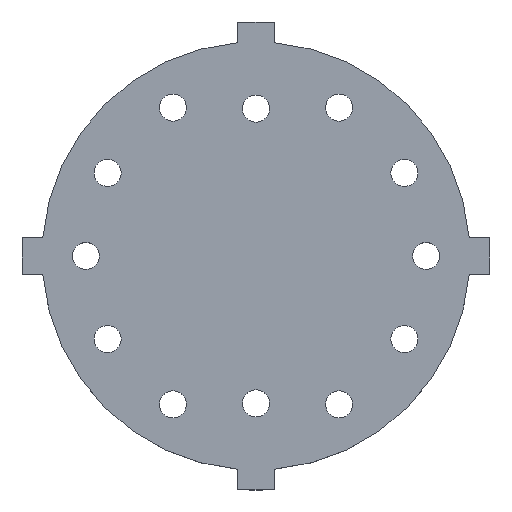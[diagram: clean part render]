
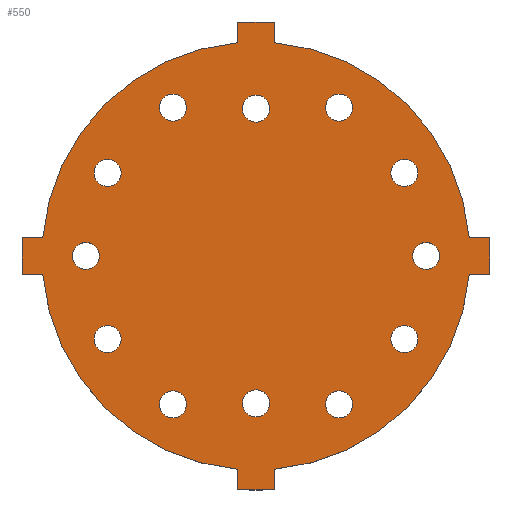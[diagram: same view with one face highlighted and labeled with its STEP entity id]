
A CAD part, top view. The second image highlights one B-rep face of the part: STEP entity #550.
In plain terms, the highlighted planar face has unit normal (0, 0, 1).
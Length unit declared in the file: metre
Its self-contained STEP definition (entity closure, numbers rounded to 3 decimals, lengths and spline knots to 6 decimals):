
#32=LINE('',#863,#64);
#33=LINE('',#868,#65);
#34=LINE('',#872,#66);
#35=LINE('',#876,#67);
#36=LINE('',#880,#68);
#37=LINE('',#884,#69);
#38=LINE('',#888,#70);
#39=LINE('',#892,#71);
#64=VECTOR('',#691,1.);
#65=VECTOR('',#694,1.);
#66=VECTOR('',#697,1.);
#67=VECTOR('',#700,1.);
#68=VECTOR('',#703,1.);
#69=VECTOR('',#706,1.);
#70=VECTOR('',#709,1.);
#71=VECTOR('',#712,1.);
#96=ORIENTED_EDGE('',*,*,#240,.F.);
#97=ORIENTED_EDGE('',*,*,#241,.T.);
#98=ORIENTED_EDGE('',*,*,#242,.F.);
#99=ORIENTED_EDGE('',*,*,#243,.F.);
#100=ORIENTED_EDGE('',*,*,#244,.F.);
#101=ORIENTED_EDGE('',*,*,#245,.F.);
#102=ORIENTED_EDGE('',*,*,#246,.F.);
#103=ORIENTED_EDGE('',*,*,#247,.F.);
#104=ORIENTED_EDGE('',*,*,#248,.F.);
#105=ORIENTED_EDGE('',*,*,#249,.F.);
#106=ORIENTED_EDGE('',*,*,#250,.F.);
#107=ORIENTED_EDGE('',*,*,#251,.T.);
#108=ORIENTED_EDGE('',*,*,#252,.F.);
#109=ORIENTED_EDGE('',*,*,#253,.T.);
#110=ORIENTED_EDGE('',*,*,#254,.F.);
#111=ORIENTED_EDGE('',*,*,#255,.T.);
#112=ORIENTED_EDGE('',*,*,#256,.F.);
#113=ORIENTED_EDGE('',*,*,#257,.T.);
#114=ORIENTED_EDGE('',*,*,#258,.F.);
#115=ORIENTED_EDGE('',*,*,#259,.T.);
#116=ORIENTED_EDGE('',*,*,#260,.F.);
#117=ORIENTED_EDGE('',*,*,#261,.T.);
#118=ORIENTED_EDGE('',*,*,#262,.F.);
#119=ORIENTED_EDGE('',*,*,#263,.T.);
#120=ORIENTED_EDGE('',*,*,#264,.F.);
#121=ORIENTED_EDGE('',*,*,#265,.T.);
#122=ORIENTED_EDGE('',*,*,#266,.F.);
#123=ORIENTED_EDGE('',*,*,#267,.T.);
#240=EDGE_CURVE('',#312,#312,#368,.T.);
#241=EDGE_CURVE('',#313,#313,#369,.F.);
#242=EDGE_CURVE('',#314,#314,#370,.T.);
#243=EDGE_CURVE('',#315,#315,#371,.T.);
#244=EDGE_CURVE('',#316,#316,#372,.T.);
#245=EDGE_CURVE('',#317,#317,#373,.T.);
#246=EDGE_CURVE('',#318,#318,#374,.T.);
#247=EDGE_CURVE('',#319,#319,#375,.T.);
#248=EDGE_CURVE('',#320,#320,#376,.T.);
#249=EDGE_CURVE('',#321,#321,#377,.T.);
#250=EDGE_CURVE('',#322,#322,#378,.T.);
#251=EDGE_CURVE('',#323,#323,#379,.F.);
#252=EDGE_CURVE('',#324,#325,#32,.T.);
#253=EDGE_CURVE('',#324,#326,#380,.T.);
#254=EDGE_CURVE('',#327,#326,#33,.T.);
#255=EDGE_CURVE('',#327,#328,#381,.T.);
#256=EDGE_CURVE('',#329,#328,#34,.T.);
#257=EDGE_CURVE('',#329,#330,#382,.T.);
#258=EDGE_CURVE('',#331,#330,#35,.T.);
#259=EDGE_CURVE('',#331,#332,#383,.T.);
#260=EDGE_CURVE('',#333,#332,#36,.T.);
#261=EDGE_CURVE('',#333,#334,#384,.T.);
#262=EDGE_CURVE('',#335,#334,#37,.T.);
#263=EDGE_CURVE('',#335,#336,#385,.T.);
#264=EDGE_CURVE('',#337,#336,#38,.T.);
#265=EDGE_CURVE('',#337,#338,#386,.T.);
#266=EDGE_CURVE('',#339,#338,#39,.T.);
#267=EDGE_CURVE('',#339,#325,#387,.T.);
#312=VERTEX_POINT('',#840);
#313=VERTEX_POINT('',#842);
#314=VERTEX_POINT('',#844);
#315=VERTEX_POINT('',#846);
#316=VERTEX_POINT('',#848);
#317=VERTEX_POINT('',#850);
#318=VERTEX_POINT('',#852);
#319=VERTEX_POINT('',#854);
#320=VERTEX_POINT('',#856);
#321=VERTEX_POINT('',#858);
#322=VERTEX_POINT('',#860);
#323=VERTEX_POINT('',#862);
#324=VERTEX_POINT('',#864);
#325=VERTEX_POINT('',#865);
#326=VERTEX_POINT('',#867);
#327=VERTEX_POINT('',#869);
#328=VERTEX_POINT('',#871);
#329=VERTEX_POINT('',#873);
#330=VERTEX_POINT('',#875);
#331=VERTEX_POINT('',#877);
#332=VERTEX_POINT('',#879);
#333=VERTEX_POINT('',#881);
#334=VERTEX_POINT('',#883);
#335=VERTEX_POINT('',#885);
#336=VERTEX_POINT('',#887);
#337=VERTEX_POINT('',#889);
#338=VERTEX_POINT('',#891);
#339=VERTEX_POINT('',#893);
#368=CIRCLE('',#594,0.002159);
#369=CIRCLE('',#595,0.002159);
#370=CIRCLE('',#596,0.002159);
#371=CIRCLE('',#597,0.002159);
#372=CIRCLE('',#598,0.002159);
#373=CIRCLE('',#599,0.002159);
#374=CIRCLE('',#600,0.002159);
#375=CIRCLE('',#601,0.002159);
#376=CIRCLE('',#602,0.002159);
#377=CIRCLE('',#603,0.002159);
#378=CIRCLE('',#604,0.002159);
#379=CIRCLE('',#605,0.002159);
#380=CIRCLE('',#606,0.034145);
#381=CIRCLE('',#607,0.037338);
#382=CIRCLE('',#608,0.034145);
#383=CIRCLE('',#609,0.037338);
#384=CIRCLE('',#610,0.034145);
#385=CIRCLE('',#611,0.037338);
#386=CIRCLE('',#612,0.034145);
#387=CIRCLE('',#613,0.037338);
#408=EDGE_LOOP('',(#96));
#409=EDGE_LOOP('',(#97));
#410=EDGE_LOOP('',(#98));
#411=EDGE_LOOP('',(#99));
#412=EDGE_LOOP('',(#100));
#413=EDGE_LOOP('',(#101));
#414=EDGE_LOOP('',(#102));
#415=EDGE_LOOP('',(#103));
#416=EDGE_LOOP('',(#104));
#417=EDGE_LOOP('',(#105));
#418=EDGE_LOOP('',(#106));
#419=EDGE_LOOP('',(#107));
#420=EDGE_LOOP('',(#108,#109,#110,#111,#112,#113,#114,#115,#116,#117,#118,
#119,#120,#121,#122,#123));
#474=FACE_BOUND('',#408,.T.);
#475=FACE_BOUND('',#409,.T.);
#476=FACE_BOUND('',#410,.T.);
#477=FACE_BOUND('',#411,.T.);
#478=FACE_BOUND('',#412,.T.);
#479=FACE_BOUND('',#413,.T.);
#480=FACE_BOUND('',#414,.T.);
#481=FACE_BOUND('',#415,.T.);
#482=FACE_BOUND('',#416,.T.);
#483=FACE_BOUND('',#417,.T.);
#484=FACE_BOUND('',#418,.T.);
#485=FACE_BOUND('',#419,.T.);
#486=FACE_BOUND('',#420,.T.);
#540=PLANE('',#593);
#550=ADVANCED_FACE('',(#474,#475,#476,#477,#478,#479,#480,#481,#482,#483,
#484,#485,#486),#540,.T.);
#593=AXIS2_PLACEMENT_3D('',#838,#665,#666);
#594=AXIS2_PLACEMENT_3D('',#839,#667,#668);
#595=AXIS2_PLACEMENT_3D('',#841,#669,#670);
#596=AXIS2_PLACEMENT_3D('',#843,#671,#672);
#597=AXIS2_PLACEMENT_3D('',#845,#673,#674);
#598=AXIS2_PLACEMENT_3D('',#847,#675,#676);
#599=AXIS2_PLACEMENT_3D('',#849,#677,#678);
#600=AXIS2_PLACEMENT_3D('',#851,#679,#680);
#601=AXIS2_PLACEMENT_3D('',#853,#681,#682);
#602=AXIS2_PLACEMENT_3D('',#855,#683,#684);
#603=AXIS2_PLACEMENT_3D('',#857,#685,#686);
#604=AXIS2_PLACEMENT_3D('',#859,#687,#688);
#605=AXIS2_PLACEMENT_3D('',#861,#689,#690);
#606=AXIS2_PLACEMENT_3D('',#866,#692,#693);
#607=AXIS2_PLACEMENT_3D('',#870,#695,#696);
#608=AXIS2_PLACEMENT_3D('',#874,#698,#699);
#609=AXIS2_PLACEMENT_3D('',#878,#701,#702);
#610=AXIS2_PLACEMENT_3D('',#882,#704,#705);
#611=AXIS2_PLACEMENT_3D('',#886,#707,#708);
#612=AXIS2_PLACEMENT_3D('',#890,#710,#711);
#613=AXIS2_PLACEMENT_3D('',#894,#713,#714);
#665=DIRECTION('',(0.,0.,1.));
#666=DIRECTION('',(1.,0.,0.));
#667=DIRECTION('',(0.,0.,1.));
#668=DIRECTION('',(1.,0.,0.));
#669=DIRECTION('',(0.,0.,1.));
#670=DIRECTION('',(1.,0.,0.));
#671=DIRECTION('',(0.,0.,1.));
#672=DIRECTION('',(1.,0.,0.));
#673=DIRECTION('',(0.,0.,1.));
#674=DIRECTION('',(1.,0.,0.));
#675=DIRECTION('',(0.,0.,1.));
#676=DIRECTION('',(1.,0.,0.));
#677=DIRECTION('',(0.,0.,1.));
#678=DIRECTION('',(1.,0.,0.));
#679=DIRECTION('',(0.,0.,1.));
#680=DIRECTION('',(1.,0.,0.));
#681=DIRECTION('',(0.,0.,1.));
#682=DIRECTION('',(1.,0.,0.));
#683=DIRECTION('',(0.,0.,1.));
#684=DIRECTION('',(1.,0.,0.));
#685=DIRECTION('',(0.,0.,1.));
#686=DIRECTION('',(1.,0.,0.));
#687=DIRECTION('',(0.,0.,1.));
#688=DIRECTION('',(1.,0.,0.));
#689=DIRECTION('',(0.,0.,1.));
#690=DIRECTION('',(1.,0.,0.));
#691=DIRECTION('',(0.,1.,0.));
#692=DIRECTION('',(0.,0.,1.));
#693=DIRECTION('',(1.,0.,0.));
#694=DIRECTION('',(1.,0.,0.));
#695=DIRECTION('',(0.,0.,1.));
#696=DIRECTION('',(1.,0.,0.));
#697=DIRECTION('',(-1.,0.,0.));
#698=DIRECTION('',(0.,0.,1.));
#699=DIRECTION('',(1.,0.,0.));
#700=DIRECTION('',(0.,1.,0.));
#701=DIRECTION('',(0.,0.,1.));
#702=DIRECTION('',(1.,0.,0.));
#703=DIRECTION('',(0.,-1.,0.));
#704=DIRECTION('',(0.,0.,1.));
#705=DIRECTION('',(1.,0.,0.));
#706=DIRECTION('',(-1.,0.,0.));
#707=DIRECTION('',(0.,0.,1.));
#708=DIRECTION('',(1.,0.,0.));
#709=DIRECTION('',(1.,0.,0.));
#710=DIRECTION('',(0.,0.,1.));
#711=DIRECTION('',(1.,0.,0.));
#712=DIRECTION('',(0.,-1.,0.));
#713=DIRECTION('',(0.,0.,1.));
#714=DIRECTION('',(1.,0.,0.));
#838=CARTESIAN_POINT('',(0.015737,0.013114,0.00635));
#839=CARTESIAN_POINT('',(-0.027155,0.,0.00635));
#840=CARTESIAN_POINT('',(-0.024996,0.,0.00635));
#841=CARTESIAN_POINT('',(0.027155,0.,0.00635));
#842=CARTESIAN_POINT('',(0.029314,0.,0.00635));
#843=CARTESIAN_POINT('',(0.,-0.02351,0.00635));
#844=CARTESIAN_POINT('',(0.002159,-0.02351,0.00635));
#845=CARTESIAN_POINT('',(-0.023672,0.013254,0.00635));
#846=CARTESIAN_POINT('',(-0.021513,0.013254,0.00635));
#847=CARTESIAN_POINT('',(-0.013254,0.023672,0.00635));
#848=CARTESIAN_POINT('',(-0.011095,0.023672,0.00635));
#849=CARTESIAN_POINT('',(-0.023672,-0.013254,0.00635));
#850=CARTESIAN_POINT('',(-0.021513,-0.013254,0.00635));
#851=CARTESIAN_POINT('',(-0.013254,-0.023672,0.00635));
#852=CARTESIAN_POINT('',(-0.011095,-0.023672,0.00635));
#853=CARTESIAN_POINT('',(0.023672,-0.013254,0.00635));
#854=CARTESIAN_POINT('',(0.025831,-0.013254,0.00635));
#855=CARTESIAN_POINT('',(0.013254,-0.023672,0.00635));
#856=CARTESIAN_POINT('',(0.015413,-0.023672,0.00635));
#857=CARTESIAN_POINT('',(0.023672,0.013254,0.00635));
#858=CARTESIAN_POINT('',(0.025831,0.013254,0.00635));
#859=CARTESIAN_POINT('',(0.013254,0.023672,0.00635));
#860=CARTESIAN_POINT('',(0.015413,0.023672,0.00635));
#861=CARTESIAN_POINT('',(0.,0.02351,0.00635));
#862=CARTESIAN_POINT('',(0.002159,0.02351,0.00635));
#863=CARTESIAN_POINT('',(-0.002921,0.035622,0.00635));
#864=CARTESIAN_POINT('',(-0.002921,0.03402,0.00635));
#865=CARTESIAN_POINT('',(-0.002921,0.037224,0.00635));
#866=CARTESIAN_POINT('',(0.,0.,0.00635));
#867=CARTESIAN_POINT('',(-0.03402,0.002921,0.00635));
#868=CARTESIAN_POINT('',(-0.035622,0.002921,0.00635));
#869=CARTESIAN_POINT('',(-0.037224,0.002921,0.00635));
#870=CARTESIAN_POINT('',(0.,0.,0.00635));
#871=CARTESIAN_POINT('',(-0.037224,-0.002921,0.00635));
#872=CARTESIAN_POINT('',(-0.035622,-0.002921,0.00635));
#873=CARTESIAN_POINT('',(-0.03402,-0.002921,0.00635));
#874=CARTESIAN_POINT('',(0.,0.,0.00635));
#875=CARTESIAN_POINT('',(-0.002921,-0.03402,0.00635));
#876=CARTESIAN_POINT('',(-0.002921,-0.035622,0.00635));
#877=CARTESIAN_POINT('',(-0.002921,-0.037224,0.00635));
#878=CARTESIAN_POINT('',(0.,0.,0.00635));
#879=CARTESIAN_POINT('',(0.002921,-0.037224,0.00635));
#880=CARTESIAN_POINT('',(0.002921,-0.035622,0.00635));
#881=CARTESIAN_POINT('',(0.002921,-0.03402,0.00635));
#882=CARTESIAN_POINT('',(0.,0.,0.00635));
#883=CARTESIAN_POINT('',(0.03402,-0.002921,0.00635));
#884=CARTESIAN_POINT('',(0.035622,-0.002921,0.00635));
#885=CARTESIAN_POINT('',(0.037224,-0.002921,0.00635));
#886=CARTESIAN_POINT('',(0.,0.,0.00635));
#887=CARTESIAN_POINT('',(0.037224,0.002921,0.00635));
#888=CARTESIAN_POINT('',(0.035622,0.002921,0.00635));
#889=CARTESIAN_POINT('',(0.03402,0.002921,0.00635));
#890=CARTESIAN_POINT('',(0.,0.,0.00635));
#891=CARTESIAN_POINT('',(0.002921,0.03402,0.00635));
#892=CARTESIAN_POINT('',(0.002921,0.035622,0.00635));
#893=CARTESIAN_POINT('',(0.002921,0.037224,0.00635));
#894=CARTESIAN_POINT('',(0.,0.,0.00635));
